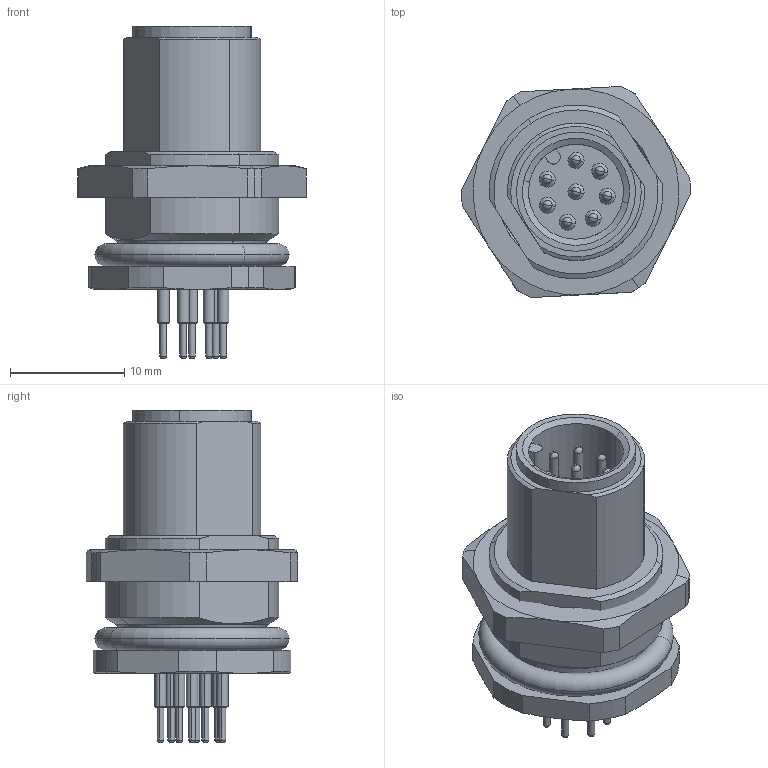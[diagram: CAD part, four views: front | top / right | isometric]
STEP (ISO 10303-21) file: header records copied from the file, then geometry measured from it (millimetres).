
FILE_DESCRIPTION(('CATIA V5 STEP Exchange','CAx-IF Rec.Pracs.--- Model Styling and Organization---1.4--- 2014-01-23'),'2;1');
FILE_NAME ('026699-3_0_1926200000_1926200000.stp','2024-01-08T14:00:56+00:00',('none'),('Weidmueller'),'CATIA Version 5-6 Release 2016 SP3 HF44','CATIA V5 STEP AP214','none');
FILE_SCHEMA(('AUTOMOTIVE_DESIGN { 1 0 10303 214 1 1 1 1 }'));
Length unit declared in the file: millimetre
Products named in the file (1): 1926200000
Bounding box: 20 x 18.44 x 29 mm (x, y, z)
Volume: 2544 mm3; surface area: 4471.9 mm2
Topology: 20 solids, 20 shells, 307 faces, 691 edges, 404 vertices
Faces by surface type: cone 100, cylinder 92, plane 85, sphere 16, torus 14
Entity records: 8378 total; most frequent: CARTESIAN_POINT 2080, ORIENTED_EDGE 1318, DIRECTION 1099, EDGE_CURVE 659, AXIS2_PLACEMENT_3D 566, VERTEX_POINT 404, EDGE_LOOP 325, ADVANCED_FACE 307
